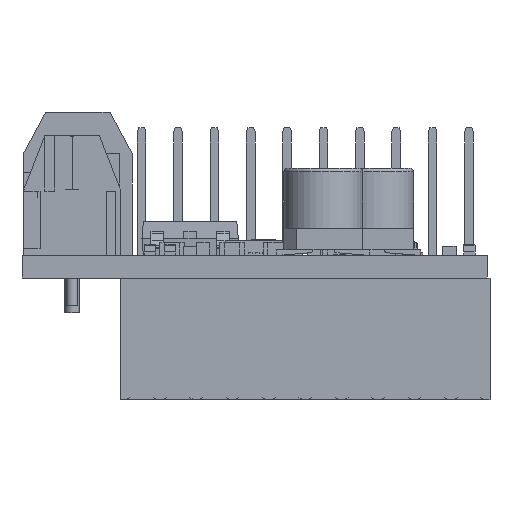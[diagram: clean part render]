
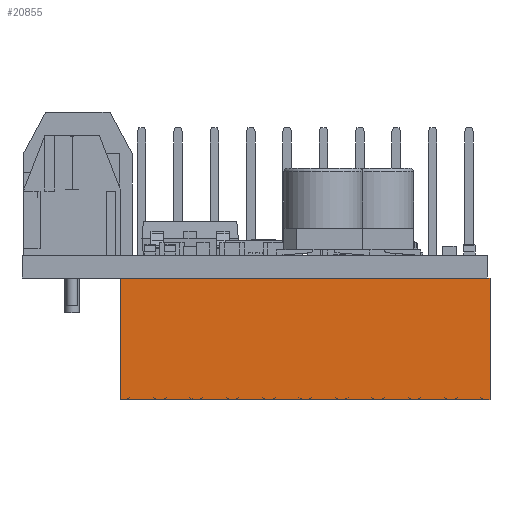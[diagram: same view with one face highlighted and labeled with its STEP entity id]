
A CAD part, front view. The second image highlights one B-rep face of the part: STEP entity #20855.
In plain terms, the highlighted planar face has unit normal (0, -1, 0).
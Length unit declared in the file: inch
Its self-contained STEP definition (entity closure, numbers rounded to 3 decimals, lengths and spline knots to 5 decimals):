
#3163 = DIRECTION ( 'NONE',  ( 0., 0., -1. ) ) ;
#3621 = ORIENTED_EDGE ( 'NONE', *, *, #117273, .T. ) ;
#4571 = CARTESIAN_POINT ( 'NONE',  ( 0.27906, 1.96899, 0. ) ) ;
#14001 = LINE ( 'NONE', #42271, #138162 ) ;
#20855 = ADVANCED_FACE ( 'NONE', ( #104005 ), #51375, .T. ) ;
#22889 = EDGE_CURVE ( 'NONE', #141225, #71952, #43252, .T. ) ;
#28137 = LINE ( 'NONE', #90265, #158191 ) ;
#30406 = ORIENTED_EDGE ( 'NONE', *, *, #158261, .T. ) ;
#39229 = DIRECTION ( 'NONE',  ( 0., 0., 1. ) ) ;
#39251 = VERTEX_POINT ( 'NONE', #109447 ) ;
#42271 = CARTESIAN_POINT ( 'NONE',  ( 0.27906, 1.96899, -0.33465 ) ) ;
#43252 = LINE ( 'NONE', #4571, #65067 ) ;
#50543 = DIRECTION ( 'NONE',  ( 0., 0., 1. ) ) ;
#51375 = PLANE ( 'NONE',  #166499 ) ;
#65067 = VECTOR ( 'NONE', #96754, 39.37008 ) ;
#68358 = CARTESIAN_POINT ( 'NONE',  ( 0.27118, 1.96899, 0. ) ) ;
#68566 = CARTESIAN_POINT ( 'NONE',  ( 0.27906, 1.96899, -0.33465 ) ) ;
#71952 = VERTEX_POINT ( 'NONE', #82138 ) ;
#82138 = CARTESIAN_POINT ( 'NONE',  ( 1.28693, 1.96899, 0. ) ) ;
#90265 = CARTESIAN_POINT ( 'NONE',  ( 0.27118, 1.96899, -0.35769 ) ) ;
#96754 = DIRECTION ( 'NONE',  ( 1., 0., 0. ) ) ;
#103042 = CARTESIAN_POINT ( 'NONE',  ( 1.28693, 1.96899, -0.35769 ) ) ;
#104005 = FACE_OUTER_BOUND ( 'NONE', #169941, .T. ) ;
#108101 = EDGE_CURVE ( 'NONE', #143170, #141225, #28137, .T. ) ;
#109447 = CARTESIAN_POINT ( 'NONE',  ( 1.28693, 1.96899, -0.33465 ) ) ;
#111928 = VECTOR ( 'NONE', #39229, 39.37008 ) ;
#117273 = EDGE_CURVE ( 'NONE', #143170, #39251, #14001, .T. ) ;
#121110 = DIRECTION ( 'NONE',  ( 0., -1., 0. ) ) ;
#129413 = CARTESIAN_POINT ( 'NONE',  ( 0.27118, 1.96899, -0.33465 ) ) ;
#132246 = LINE ( 'NONE', #103042, #111928 ) ;
#134479 = DIRECTION ( 'NONE',  ( 1., 0., 0. ) ) ;
#138162 = VECTOR ( 'NONE', #134479, 39.37008 ) ;
#141225 = VERTEX_POINT ( 'NONE', #68358 ) ;
#143170 = VERTEX_POINT ( 'NONE', #129413 ) ;
#145612 = ORIENTED_EDGE ( 'NONE', *, *, #22889, .F. ) ;
#158191 = VECTOR ( 'NONE', #50543, 39.37008 ) ;
#158261 = EDGE_CURVE ( 'NONE', #39251, #71952, #132246, .T. ) ;
#162785 = ORIENTED_EDGE ( 'NONE', *, *, #108101, .F. ) ;
#166499 = AXIS2_PLACEMENT_3D ( 'NONE', #68566, #121110, #3163 ) ;
#169941 = EDGE_LOOP ( 'NONE', ( #145612, #162785, #3621, #30406 ) ) ;
